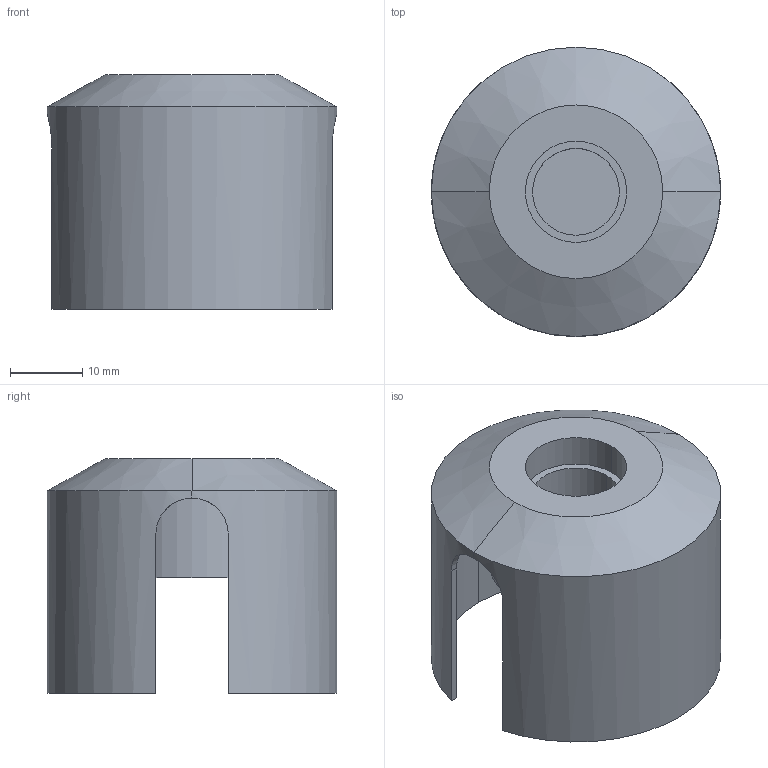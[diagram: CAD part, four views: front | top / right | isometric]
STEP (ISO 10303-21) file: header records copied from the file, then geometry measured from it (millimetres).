
FILE_DESCRIPTION((''),'2;1');
FILE_NAME('PRT0001_SW0001','2012-02-21T',('dhelisch'),(''),'PRO/ENGINEER BY PARAMETRIC TECHNOLOGY CORPORATION, 2007250','PRO/ENGINEER BY PARAMETRIC TECHNOLOGY CORPORATION, 2007250','');
FILE_SCHEMA(('CONFIG_CONTROL_DESIGN'));
Length unit declared in the file: millimetre
Products named in the file (1): PRT0001_SW0001
Bounding box: 40 x 40 x 32.44 mm (x, y, z)
Surface area: 10226.6 mm2 (no closed solid volume)
Topology: 0 solids, 1 shells, 26 faces, 66 edges, 44 vertices
Faces by surface type: cylinder 12, plane 10, cone 4
Entity records: 1149 total; most frequent: CARTESIAN_POINT 212, DIRECTION 140, ORIENTED_EDGE 132, EDGE_CURVE 66, COLOUR_RGB 65, AXIS2_PLACEMENT_3D 54, VERTEX_POINT 44, VECTOR 32
